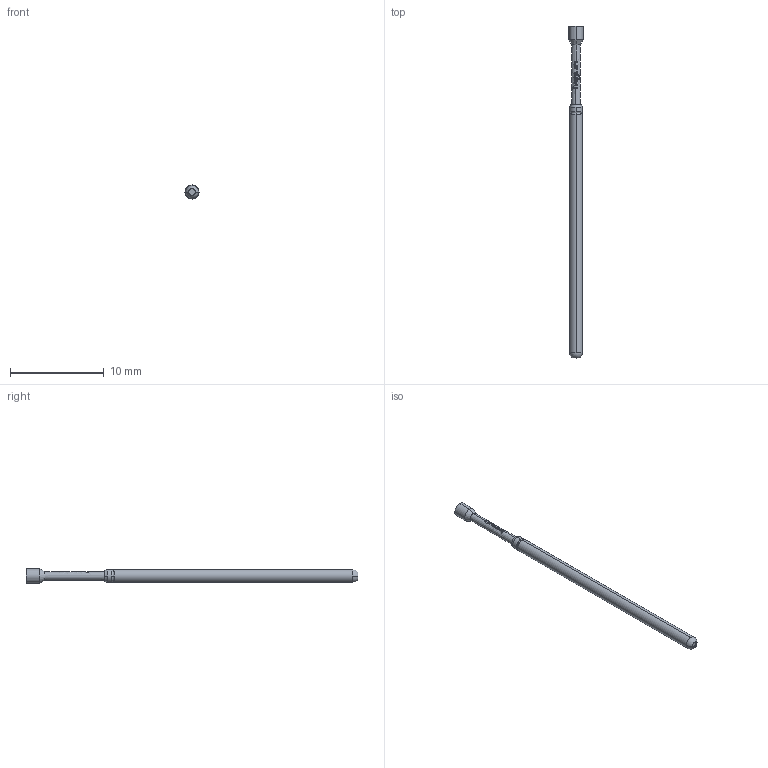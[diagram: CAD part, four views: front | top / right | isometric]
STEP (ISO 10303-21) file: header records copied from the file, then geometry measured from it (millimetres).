
FILE_DESCRIPTION (( 'STEP AP203' ), '1' );
FILE_NAME ('INGUN_GKS-100_302_150_A_xx00_LH.STEP', '2021-10-29T08:52:42', ( 'ochi' ), ( '' ), 'SwSTEP 2.0', 'SolidWorks 2018', '' );
FILE_SCHEMA (( 'CONFIG_CONTROL_DESIGN' ));
Length unit declared in the file: millimetre
Products named in the file (1): INGUN_GKS-100_302_150_A_xx00_LH
Bounding box: 1.5 x 35.4 x 1.5 mm (x, y, z)
Volume: 46.9 mm3; surface area: 147.2 mm2
Topology: 1 solids, 1 shells, 98 faces, 275 edges, 179 vertices
Faces by surface type: bspline 59, cone 20, cylinder 8, torus 6, plane 3, sphere 2
Entity records: 4273 total; most frequent: CARTESIAN_POINT 2231, ORIENTED_EDGE 546, EDGE_CURVE 273, B_SPLINE_CURVE_WITH_KNOTS 207, DIRECTION 188, VERTEX_POINT 179, EDGE_LOOP 100, ADVANCED_FACE 98
